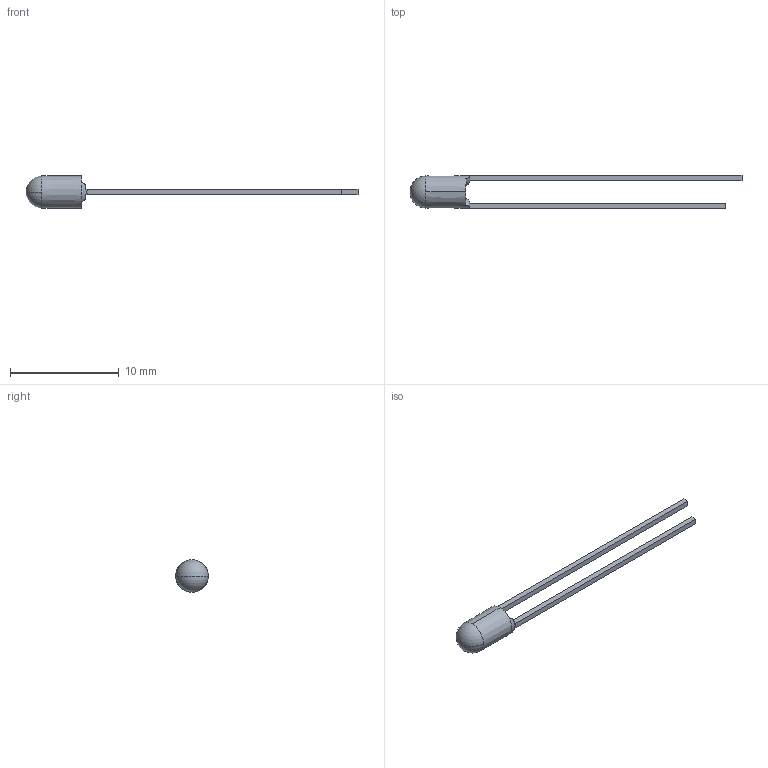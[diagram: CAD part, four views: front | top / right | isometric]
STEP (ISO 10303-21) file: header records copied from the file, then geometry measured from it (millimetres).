
FILE_DESCRIPTION (( 'STEP AP214' ), '1' );
FILE_NAME ('OVLBR4C7.STEP', '2018-01-04T17:56:02', ( '' ), ( '' ), 'SwSTEP 2.0', 'SolidWorks 2015', '' );
FILE_SCHEMA (( 'AUTOMOTIVE_DESIGN' ));
Length unit declared in the file: inch
Products named in the file (1): OVLBR4C7
Bounding box: 30.5 x 3.05 x 3 mm (x, y, z)
Volume: 45.1 mm3; surface area: 155.4 mm2
Topology: 1 solids, 1 shells, 25 faces, 66 edges, 43 vertices
Faces by surface type: plane 15, cone 4, sphere 2, cylinder 2, torus 2
Entity records: 864 total; most frequent: CARTESIAN_POINT 211, ORIENTED_EDGE 132, DIRECTION 126, EDGE_CURVE 66, AXIS2_PLACEMENT_3D 50, VERTEX_POINT 43, VECTOR 26, LINE 26
